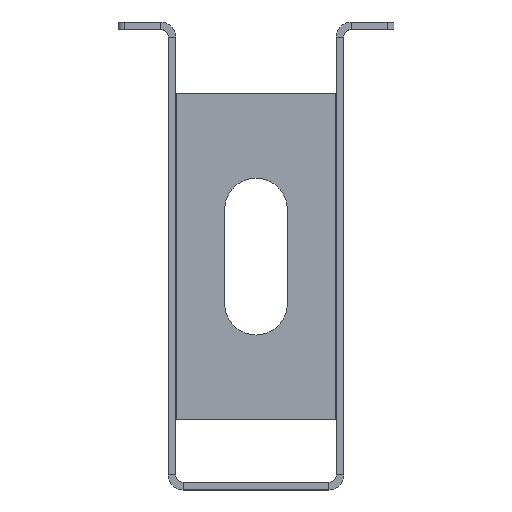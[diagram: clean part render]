
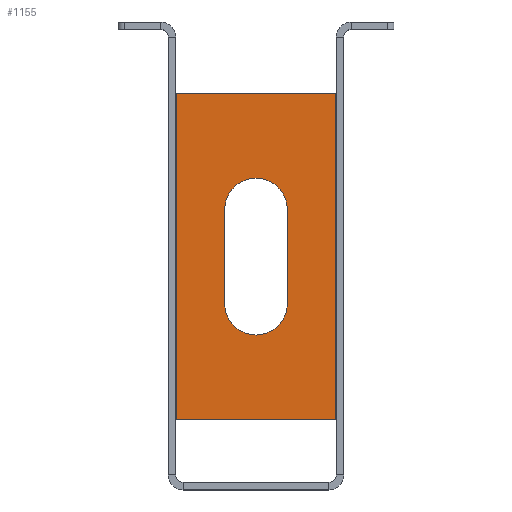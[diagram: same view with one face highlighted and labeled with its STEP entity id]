
A CAD part, top view. The second image highlights one B-rep face of the part: STEP entity #1155.
In plain terms, the highlighted planar face has unit normal (0, 0, 1).
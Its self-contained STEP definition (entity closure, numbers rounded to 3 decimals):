
#1 = VERTEX_POINT ( 'NONE', #1495 ) ;
#32 = AXIS2_PLACEMENT_3D ( 'NONE', #244, #1400, #1754 ) ;
#56 = CARTESIAN_POINT ( 'NONE',  ( -25., 37.5, 1.5 ) ) ;
#89 = EDGE_CURVE ( 'NONE', #586, #651, #1160, .T. ) ;
#97 = EDGE_LOOP ( 'NONE', ( #1401, #884, #457, #136 ) ) ;
#110 = LINE ( 'NONE', #1784, #1470 ) ;
#136 = ORIENTED_EDGE ( 'NONE', *, *, #357, .F. ) ;
#145 = CARTESIAN_POINT ( 'NONE',  ( 0., 0., 1.5 ) ) ;
#156 = CIRCLE ( 'NONE', #32, 25. ) ;
#162 = AXIS2_PLACEMENT_3D ( 'NONE', #145, #1369, #328 ) ;
#178 = ORIENTED_EDGE ( 'NONE', *, *, #453, .T. ) ;
#182 = CARTESIAN_POINT ( 'NONE',  ( -63.5, -130., 1.5 ) ) ;
#221 = CARTESIAN_POINT ( 'NONE',  ( 25., -37.5, 1.5 ) ) ;
#244 = CARTESIAN_POINT ( 'NONE',  ( 0., -37.5, 1.5 ) ) ;
#263 = CARTESIAN_POINT ( 'NONE',  ( -63.5, 130., 1.5 ) ) ;
#328 = DIRECTION ( 'NONE',  ( -1., 0., 0. ) ) ;
#355 = CARTESIAN_POINT ( 'NONE',  ( -25., 37.5, 1.5 ) ) ;
#357 = EDGE_CURVE ( 'NONE', #1, #1274, #156, .T. ) ;
#366 = LINE ( 'NONE', #873, #1480 ) ;
#374 = CARTESIAN_POINT ( 'NONE',  ( 63.5, -130., 1.5 ) ) ;
#422 = CARTESIAN_POINT ( 'NONE',  ( 25., 37.5, 1.5 ) ) ;
#437 = ORIENTED_EDGE ( 'NONE', *, *, #89, .T. ) ;
#453 = EDGE_CURVE ( 'NONE', #651, #1105, #110, .T. ) ;
#457 = ORIENTED_EDGE ( 'NONE', *, *, #1940, .F. ) ;
#473 = VERTEX_POINT ( 'NONE', #422 ) ;
#486 = CIRCLE ( 'NONE', #1920, 25. ) ;
#503 = EDGE_CURVE ( 'NONE', #473, #1937, #486, .T. ) ;
#586 = VERTEX_POINT ( 'NONE', #1800 ) ;
#612 = VECTOR ( 'NONE', #1895, 1000. ) ;
#651 = VERTEX_POINT ( 'NONE', #1982 ) ;
#700 = DIRECTION ( 'NONE',  ( 1., 0., 0. ) ) ;
#790 = VERTEX_POINT ( 'NONE', #374 ) ;
#813 = ORIENTED_EDGE ( 'NONE', *, *, #1275, .T. ) ;
#846 = VECTOR ( 'NONE', #1090, 1000. ) ;
#851 = ORIENTED_EDGE ( 'NONE', *, *, #1929, .T. ) ;
#855 = DIRECTION ( 'NONE',  ( 0., -1., 0. ) ) ;
#873 = CARTESIAN_POINT ( 'NONE',  ( 63.5, -130., 1.5 ) ) ;
#884 = ORIENTED_EDGE ( 'NONE', *, *, #503, .F. ) ;
#892 = EDGE_CURVE ( 'NONE', #1937, #1, #1406, .T. ) ;
#895 = FACE_OUTER_BOUND ( 'NONE', #1879, .T. ) ;
#903 = FACE_BOUND ( 'NONE', #97, .T. ) ;
#930 = DIRECTION ( 'NONE',  ( 0., 1., 0. ) ) ;
#1042 = CARTESIAN_POINT ( 'NONE',  ( -63.5, -130., 1.5 ) ) ;
#1090 = DIRECTION ( 'NONE',  ( 1., 0., 0. ) ) ;
#1105 = VERTEX_POINT ( 'NONE', #1042 ) ;
#1155 = ADVANCED_FACE ( 'NONE', ( #903, #895 ), #1517, .F. ) ;
#1160 = LINE ( 'NONE', #263, #1399 ) ;
#1274 = VERTEX_POINT ( 'NONE', #221 ) ;
#1275 = EDGE_CURVE ( 'NONE', #790, #586, #366, .T. ) ;
#1327 = DIRECTION ( 'NONE',  ( -1., 0., 0. ) ) ;
#1369 = DIRECTION ( 'NONE',  ( 0., 0., -1. ) ) ;
#1399 = VECTOR ( 'NONE', #1327, 1000. ) ;
#1400 = DIRECTION ( 'NONE',  ( 0., 0., 1. ) ) ;
#1401 = ORIENTED_EDGE ( 'NONE', *, *, #892, .F. ) ;
#1406 = LINE ( 'NONE', #56, #612 ) ;
#1470 = VECTOR ( 'NONE', #855, 1000. ) ;
#1480 = VECTOR ( 'NONE', #1847, 1000. ) ;
#1495 = CARTESIAN_POINT ( 'NONE',  ( -25., -37.5, 1.5 ) ) ;
#1515 = CARTESIAN_POINT ( 'NONE',  ( 25., 37.5, 1.5 ) ) ;
#1517 = PLANE ( 'NONE',  #162 ) ;
#1552 = LINE ( 'NONE', #182, #846 ) ;
#1562 = LINE ( 'NONE', #1515, #1614 ) ;
#1614 = VECTOR ( 'NONE', #930, 1000. ) ;
#1754 = DIRECTION ( 'NONE',  ( 1., 0., 0. ) ) ;
#1784 = CARTESIAN_POINT ( 'NONE',  ( -63.5, -130., 1.5 ) ) ;
#1800 = CARTESIAN_POINT ( 'NONE',  ( 63.5, 130., 1.5 ) ) ;
#1847 = DIRECTION ( 'NONE',  ( 0., 1., 0. ) ) ;
#1879 = EDGE_LOOP ( 'NONE', ( #813, #437, #178, #851 ) ) ;
#1895 = DIRECTION ( 'NONE',  ( 0., -1., 0. ) ) ;
#1920 = AXIS2_PLACEMENT_3D ( 'NONE', #1944, #1952, #700 ) ;
#1929 = EDGE_CURVE ( 'NONE', #1105, #790, #1552, .T. ) ;
#1937 = VERTEX_POINT ( 'NONE', #355 ) ;
#1940 = EDGE_CURVE ( 'NONE', #1274, #473, #1562, .T. ) ;
#1944 = CARTESIAN_POINT ( 'NONE',  ( 0., 37.5, 1.5 ) ) ;
#1952 = DIRECTION ( 'NONE',  ( 0., 0., 1. ) ) ;
#1982 = CARTESIAN_POINT ( 'NONE',  ( -63.5, 130., 1.5 ) ) ;
